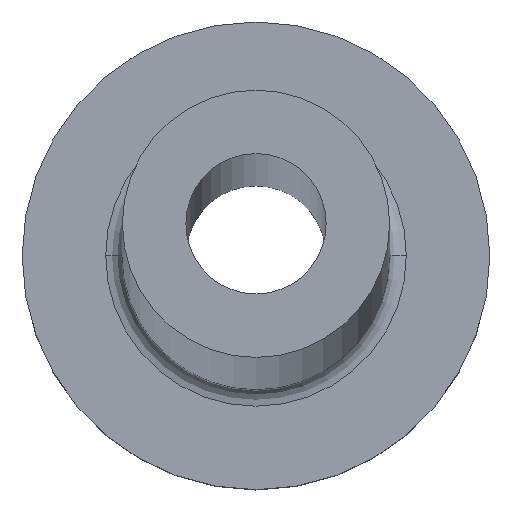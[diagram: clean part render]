
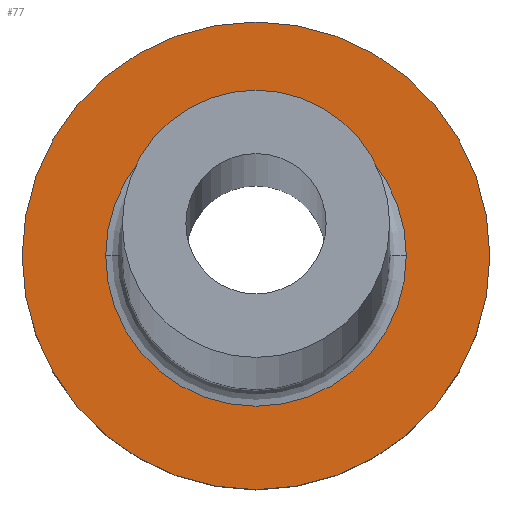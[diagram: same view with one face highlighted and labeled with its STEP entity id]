
A CAD part, top view. The second image highlights one B-rep face of the part: STEP entity #77.
In plain terms, the highlighted planar face has unit normal (0, 0, 1).
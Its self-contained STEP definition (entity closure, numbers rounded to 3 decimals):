
#2 = VERTEX_POINT ( 'NONE', #91 ) ;
#3 = EDGE_CURVE ( 'NONE', #2, #37, #190, .T. ) ;
#8 = DIRECTION ( 'NONE',  ( 0., 0., 1. ) ) ;
#20 = FACE_BOUND ( 'NONE', #186, .T. ) ;
#24 = CIRCLE ( 'NONE', #286, 7. ) ;
#29 = AXIS2_PLACEMENT_3D ( 'NONE', #195, #47, #373 ) ;
#32 = ORIENTED_EDGE ( 'NONE', *, *, #210, .T. ) ;
#37 = VERTEX_POINT ( 'NONE', #104 ) ;
#43 = DIRECTION ( 'NONE',  ( 0., 0., 1. ) ) ;
#47 = DIRECTION ( 'NONE',  ( 0., 0., 1. ) ) ;
#60 = ORIENTED_EDGE ( 'NONE', *, *, #96, .T. ) ;
#66 = ORIENTED_EDGE ( 'NONE', *, *, #296, .T. ) ;
#69 = VERTEX_POINT ( 'NONE', #341 ) ;
#75 = DIRECTION ( 'NONE',  ( 0., 0., -1. ) ) ;
#77 = ADVANCED_FACE ( 'NONE', ( #20, #132 ), #259, .T. ) ;
#88 = CARTESIAN_POINT ( 'NONE',  ( 7., 0., 5. ) ) ;
#91 = CARTESIAN_POINT ( 'NONE',  ( -4.5, 0., 5. ) ) ;
#96 = EDGE_CURVE ( 'NONE', #69, #368, #24, .T. ) ;
#97 = ORIENTED_EDGE ( 'NONE', *, *, #3, .T. ) ;
#104 = CARTESIAN_POINT ( 'NONE',  ( 4.5, 0., 5. ) ) ;
#120 = DIRECTION ( 'NONE',  ( 1., 0., 0. ) ) ;
#129 = DIRECTION ( 'NONE',  ( 1., 0., 0. ) ) ;
#132 = FACE_OUTER_BOUND ( 'NONE', #192, .T. ) ;
#169 = DIRECTION ( 'NONE',  ( 1., 0., 0. ) ) ;
#186 = EDGE_LOOP ( 'NONE', ( #66, #97 ) ) ;
#190 = CIRCLE ( 'NONE', #220, 4.5 ) ;
#191 = CARTESIAN_POINT ( 'NONE',  ( 0., 0., 5. ) ) ;
#192 = EDGE_LOOP ( 'NONE', ( #60, #32 ) ) ;
#195 = CARTESIAN_POINT ( 'NONE',  ( 0., 0., 5. ) ) ;
#210 = EDGE_CURVE ( 'NONE', #368, #69, #262, .T. ) ;
#220 = AXIS2_PLACEMENT_3D ( 'NONE', #270, #75, #229 ) ;
#229 = DIRECTION ( 'NONE',  ( 1., 0., 0. ) ) ;
#244 = DIRECTION ( 'NONE',  ( 0., 0., -1. ) ) ;
#255 = AXIS2_PLACEMENT_3D ( 'NONE', #265, #244, #120 ) ;
#259 = PLANE ( 'NONE',  #29 ) ;
#262 = CIRCLE ( 'NONE', #314, 7. ) ;
#265 = CARTESIAN_POINT ( 'NONE',  ( 0., 0., 5. ) ) ;
#270 = CARTESIAN_POINT ( 'NONE',  ( 0., 0., 5. ) ) ;
#286 = AXIS2_PLACEMENT_3D ( 'NONE', #316, #43, #169 ) ;
#293 = CIRCLE ( 'NONE', #255, 4.5 ) ;
#296 = EDGE_CURVE ( 'NONE', #37, #2, #293, .T. ) ;
#314 = AXIS2_PLACEMENT_3D ( 'NONE', #191, #8, #129 ) ;
#316 = CARTESIAN_POINT ( 'NONE',  ( 0., 0., 5. ) ) ;
#341 = CARTESIAN_POINT ( 'NONE',  ( -7., 0., 5. ) ) ;
#368 = VERTEX_POINT ( 'NONE', #88 ) ;
#373 = DIRECTION ( 'NONE',  ( 1., 0., 0. ) ) ;
